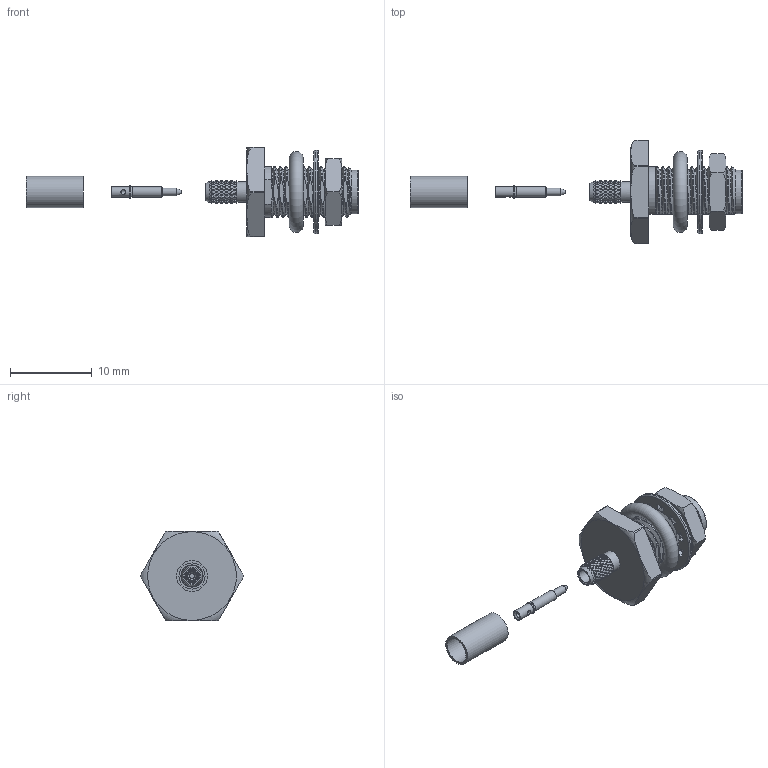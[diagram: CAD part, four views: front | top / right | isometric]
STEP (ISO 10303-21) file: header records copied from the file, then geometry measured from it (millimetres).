
FILE_DESCRIPTION(/* description */ ('Unknown'),/* implementation_level */ '2;1');
FILE_NAME(/* name */ '63026521210320',/* time_stamp */ '2021-01-12T14:07:32+01:00',/* author */ ('Unknown'),/* organization */ ('Unknown'),/* preprocessor_version */ 'ST-DEVELOPER v16.7',/* originating_system */ 'DEX',/* authorisation */ $);
FILE_SCHEMA (('AUTOMOTIVE_DESIGN {1 0 10303 214 3 1 1}'));
Products named in the file (9): 63026521210320; 60326521110320_ConnectorBody; 60326421110320_Insulator; 6032642111xx20_Washer; 63026420210320_CenterPin; 60326421110320_Ferrule; 6032642111xx20_Nut; 60326421110320_Ring; 60326521112x20_Gasket
Assembly tree (8 placements, depth 2):
  63026521210320
    60326521110320_ConnectorBody
    60326421110320_Insulator
    6032642111xx20_Washer
    63026420210320_CenterPin
    60326421110320_Ferrule
    6032642111xx20_Nut
    60326421110320_Ring
    60326521112x20_Gasket
Bounding box: 40.6 x 12.6 x 11 mm (x, y, z)
Volume: 590.2 mm3; surface area: 1715.5 mm2
Topology: 8 solids, 8 shells, 1302 faces, 2740 edges, 1465 vertices
Faces by surface type: bspline 884, cylinder 288, plane 99, torus 16, cone 15
Full cylindrical faces by diameter (mm): 0.6 x2, 0.92 x1, 1.27 x2, 1.3 x1, 1.47 x1, 1.7 x1, 1.8 x1, 2.5 x1, 3.2 x1, 3.52 x1, 3.7 x1, 3.8 x2, 4.1 x3, 4.14 x1, 4.5 x2, 4.65 x1, 5.34 x1, 6.24 x1, 9.8 x1, 10.2 x1
Entity records: 54352 total; most frequent: CARTESIAN_POINT 36599, ORIENTED_EDGE 5346, EDGE_CURVE 2673, VERTEX_POINT 1445, DIRECTION 1400, FACE_BOUND 1372, EDGE_LOOP 1371, ADVANCED_FACE 1301
